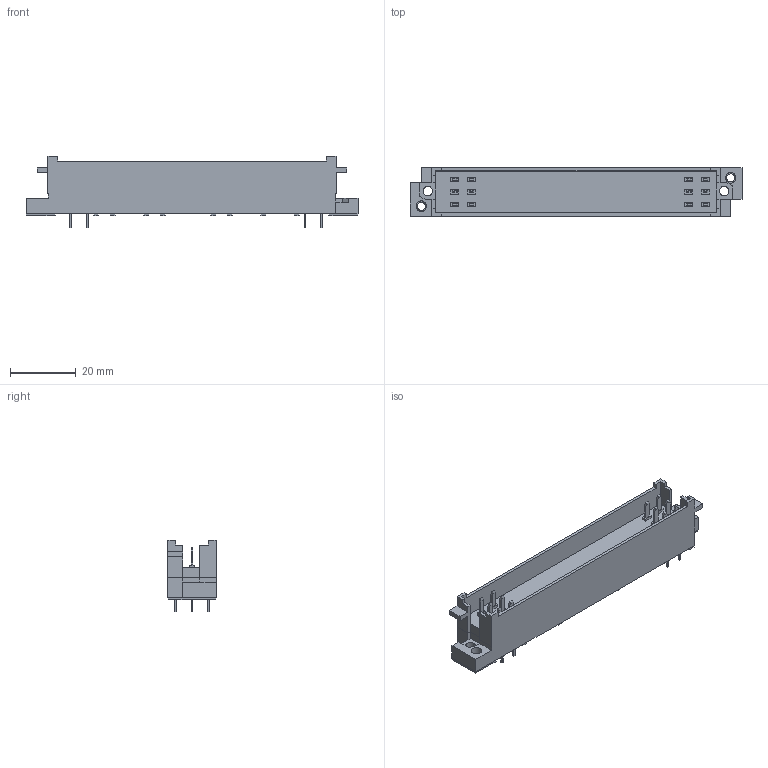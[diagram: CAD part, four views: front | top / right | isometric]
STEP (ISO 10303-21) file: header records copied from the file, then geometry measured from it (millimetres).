
FILE_DESCRIPTION(/* description */ (''),/* implementation_level */ '2;1');
FILE_NAME(/* name */ 'HARTING_09 06 048 2905.stp',/* time_stamp */ '2016-04-01T10:24:26+02:00',/* author */ ('riccim'),/* organization */ ('SolidWorks'),/* preprocessor_version */ 'ST-DEVELOPER v15.5',/* originating_system */ 'AutoCAD Mechanical',/* authorisation */ ' ');
FILE_SCHEMA (('AUTOMOTIVE_DESIGN { 1 0 10303 214 3 1 1 }'));
Length unit declared in the file: millimetre
Products named in the file (1): Product
Bounding box: 100.85 x 14.7 x 21.7 mm (x, y, z)
Volume: 13582.3 mm3; surface area: 8413.3 mm2
Topology: 25 solids, 27 shells, 396 faces, 944 edges, 626 vertices
Faces by surface type: plane 382, cylinder 10, cone 4
Full cylindrical faces by diameter (mm): 2.5 x2, 2.85 x2, 3.2 x2, 3.9 x4
Entity records: 11177 total; most frequent: CARTESIAN_POINT 1953, ORIENTED_EDGE 1860, DIRECTION 1748, EDGE_CURVE 930, LINE 906, VECTOR 906, VERTEX_POINT 626, EDGE_LOOP 446
